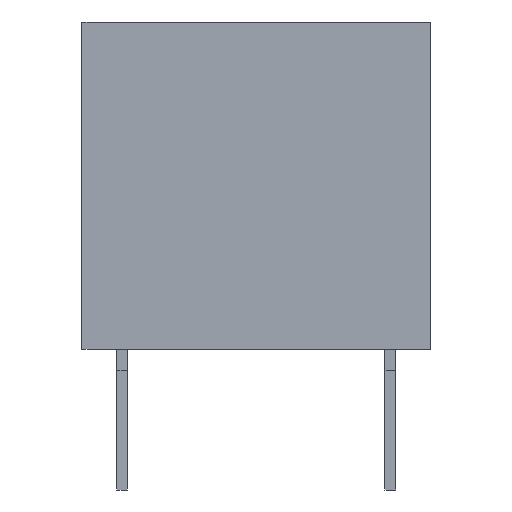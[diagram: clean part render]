
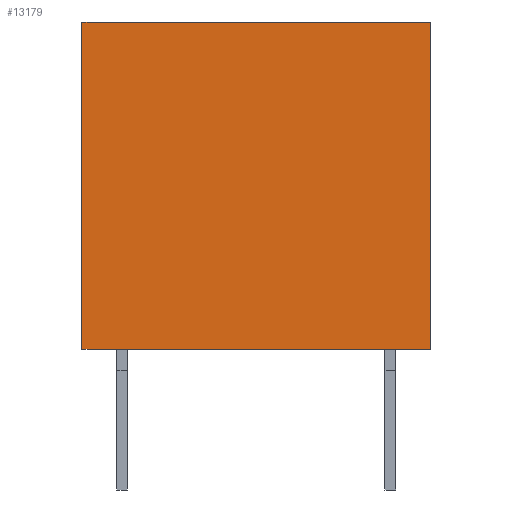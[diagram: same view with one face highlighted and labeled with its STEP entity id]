
A CAD part, left-side view. The second image highlights one B-rep face of the part: STEP entity #13179.
In plain terms, the highlighted planar face has unit normal (-1, 0, 0).
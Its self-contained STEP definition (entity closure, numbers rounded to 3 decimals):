
#195 = VERTEX_POINT ( 'NONE', #2247 ) ;
#809 = VERTEX_POINT ( 'NONE', #4469 ) ;
#1041 = CARTESIAN_POINT ( 'NONE',  ( -10., 4.95, 9.3 ) ) ;
#1107 = ORIENTED_EDGE ( 'NONE', *, *, #9597, .T. ) ;
#1361 = EDGE_CURVE ( 'NONE', #3383, #195, #2731, .T. ) ;
#1827 = DIRECTION ( 'NONE',  ( 0., -1., 0. ) ) ;
#1983 = VECTOR ( 'NONE', #2993, 1000. ) ;
#2247 = CARTESIAN_POINT ( 'NONE',  ( -10., -4.95, 0. ) ) ;
#2731 = LINE ( 'NONE', #4130, #8498 ) ;
#2993 = DIRECTION ( 'NONE',  ( 0., 0., -1. ) ) ;
#3383 = VERTEX_POINT ( 'NONE', #9810 ) ;
#3746 = CARTESIAN_POINT ( 'NONE',  ( -10., 4.95, 9.3 ) ) ;
#4130 = CARTESIAN_POINT ( 'NONE',  ( -10., 4.95, 0. ) ) ;
#4469 = CARTESIAN_POINT ( 'NONE',  ( -10., -4.95, 9.3 ) ) ;
#5425 = DIRECTION ( 'NONE',  ( 0., -1., 0. ) ) ;
#5428 = VECTOR ( 'NONE', #13476, 1000. ) ;
#5719 = CARTESIAN_POINT ( 'NONE',  ( -10., 4.95, 9.3 ) ) ;
#5729 = ORIENTED_EDGE ( 'NONE', *, *, #12523, .F. ) ;
#6754 = CARTESIAN_POINT ( 'NONE',  ( -10., 4.95, 9.3 ) ) ;
#6827 = LINE ( 'NONE', #6754, #10829 ) ;
#7028 = DIRECTION ( 'NONE',  ( 0., 1., 0. ) ) ;
#7758 = AXIS2_PLACEMENT_3D ( 'NONE', #5719, #15678, #7028 ) ;
#7774 = EDGE_LOOP ( 'NONE', ( #13674, #5729, #10519, #1107 ) ) ;
#8498 = VECTOR ( 'NONE', #5425, 1000. ) ;
#9597 = EDGE_CURVE ( 'NONE', #14413, #3383, #9963, .T. ) ;
#9810 = CARTESIAN_POINT ( 'NONE',  ( -10., 4.95, 0. ) ) ;
#9963 = LINE ( 'NONE', #1041, #5428 ) ;
#10519 = ORIENTED_EDGE ( 'NONE', *, *, #12006, .F. ) ;
#10614 = LINE ( 'NONE', #15582, #1983 ) ;
#10829 = VECTOR ( 'NONE', #1827, 1000. ) ;
#12006 = EDGE_CURVE ( 'NONE', #14413, #809, #6827, .T. ) ;
#12523 = EDGE_CURVE ( 'NONE', #809, #195, #10614, .T. ) ;
#13179 = ADVANCED_FACE ( 'NONE', ( #14311 ), #13231, .F. ) ;
#13231 = PLANE ( 'NONE',  #7758 ) ;
#13476 = DIRECTION ( 'NONE',  ( 0., 0., -1. ) ) ;
#13674 = ORIENTED_EDGE ( 'NONE', *, *, #1361, .T. ) ;
#14311 = FACE_OUTER_BOUND ( 'NONE', #7774, .T. ) ;
#14413 = VERTEX_POINT ( 'NONE', #3746 ) ;
#15582 = CARTESIAN_POINT ( 'NONE',  ( -10., -4.95, 9.3 ) ) ;
#15678 = DIRECTION ( 'NONE',  ( 1., 0., 0. ) ) ;
